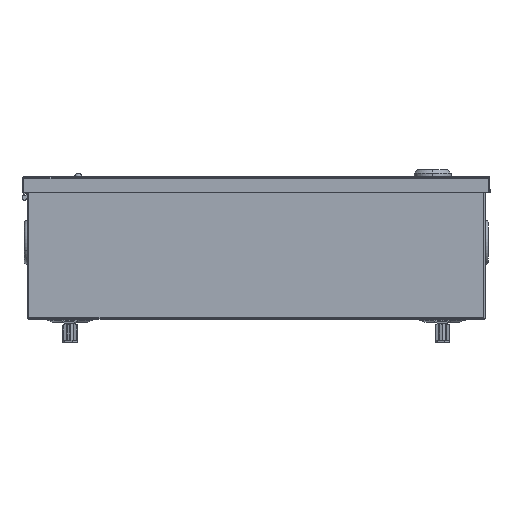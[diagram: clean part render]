
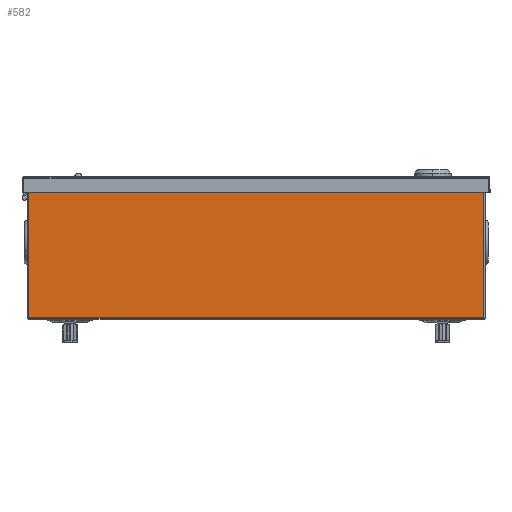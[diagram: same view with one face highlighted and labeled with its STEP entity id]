
A CAD part, front view. The second image highlights one B-rep face of the part: STEP entity #582.
In plain terms, the highlighted planar face has unit normal (0, -1, 0).
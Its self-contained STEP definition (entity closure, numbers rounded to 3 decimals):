
#404 = VERTEX_POINT ( 'NONE', #107897 ) ;
#582 = ADVANCED_FACE ( 'NONE', ( #60948 ), #102019, .F. ) ;
#2100 = CARTESIAN_POINT ( 'NONE',  ( 138.6, -194.5, 83.3 ) ) ;
#3398 = DIRECTION ( 'NONE',  ( 0., 0., 1. ) ) ;
#4900 = VECTOR ( 'NONE', #130863, 1000. ) ;
#8037 = VERTEX_POINT ( 'NONE', #103030 ) ;
#20850 = VERTEX_POINT ( 'NONE', #111423 ) ;
#25840 = EDGE_CURVE ( 'NONE', #20850, #404, #31500, .T. ) ;
#29297 = VECTOR ( 'NONE', #107053, 1000. ) ;
#31500 = LINE ( 'NONE', #79489, #121086 ) ;
#42203 = LINE ( 'NONE', #72529, #29297 ) ;
#45020 = CARTESIAN_POINT ( 'NONE',  ( -138.6, -194.5, 0.1 ) ) ;
#50383 = EDGE_CURVE ( 'NONE', #8037, #404, #86792, .T. ) ;
#58384 = ORIENTED_EDGE ( 'NONE', *, *, #83436, .T. ) ;
#60948 = FACE_OUTER_BOUND ( 'NONE', #66537, .T. ) ;
#64622 = CARTESIAN_POINT ( 'NONE',  ( 138.6, -194.5, 83.3 ) ) ;
#66537 = EDGE_LOOP ( 'NONE', ( #58384, #133764, #66790, #122030 ) ) ;
#66790 = ORIENTED_EDGE ( 'NONE', *, *, #50383, .F. ) ;
#72529 = CARTESIAN_POINT ( 'NONE',  ( 138.6, -194.5, 0. ) ) ;
#75454 = DIRECTION ( 'NONE',  ( 0., 0., -1. ) ) ;
#79489 = CARTESIAN_POINT ( 'NONE',  ( -138.6, -194.5, 0. ) ) ;
#83436 = EDGE_CURVE ( 'NONE', #89901, #20850, #100710, .T. ) ;
#86792 = LINE ( 'NONE', #45020, #4900 ) ;
#89901 = VERTEX_POINT ( 'NONE', #64622 ) ;
#92566 = VECTOR ( 'NONE', #98584, 1000. ) ;
#97278 = EDGE_CURVE ( 'NONE', #8037, #89901, #42203, .T. ) ;
#97392 = AXIS2_PLACEMENT_3D ( 'NONE', #126569, #113620, #3398 ) ;
#98584 = DIRECTION ( 'NONE',  ( -1., 0., 0. ) ) ;
#100710 = LINE ( 'NONE', #2100, #92566 ) ;
#102019 = PLANE ( 'NONE',  #97392 ) ;
#103030 = CARTESIAN_POINT ( 'NONE',  ( 138.6, -194.5, 0.1 ) ) ;
#107053 = DIRECTION ( 'NONE',  ( 0., 0., 1. ) ) ;
#107897 = CARTESIAN_POINT ( 'NONE',  ( -138.6, -194.5, 0.1 ) ) ;
#111423 = CARTESIAN_POINT ( 'NONE',  ( -138.6, -194.5, 83.3 ) ) ;
#113620 = DIRECTION ( 'NONE',  ( 0., 1., 0. ) ) ;
#121086 = VECTOR ( 'NONE', #75454, 1000. ) ;
#122030 = ORIENTED_EDGE ( 'NONE', *, *, #97278, .T. ) ;
#126569 = CARTESIAN_POINT ( 'NONE',  ( 0., -194.5, 0. ) ) ;
#130863 = DIRECTION ( 'NONE',  ( -1., 0., 0. ) ) ;
#133764 = ORIENTED_EDGE ( 'NONE', *, *, #25840, .T. ) ;
